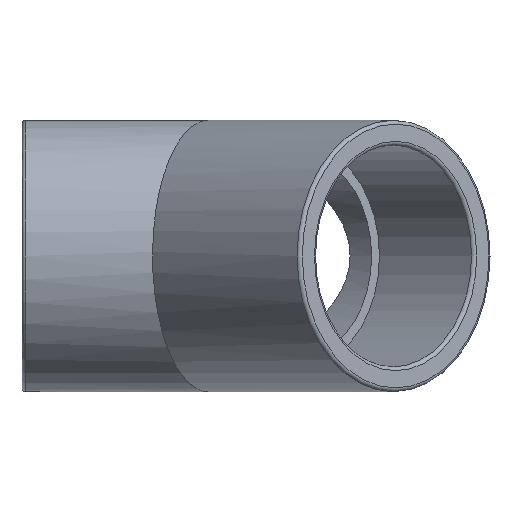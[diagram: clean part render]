
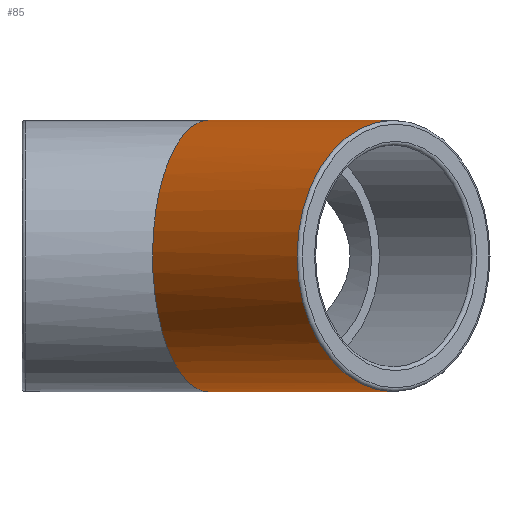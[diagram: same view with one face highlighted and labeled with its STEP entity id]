
A CAD part, left-side view. The second image highlights one B-rep face of the part: STEP entity #85.
In plain terms, the highlighted cylindrical face has radius 38.5 mm (diameter 77 mm), a full revolution.
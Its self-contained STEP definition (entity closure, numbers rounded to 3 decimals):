
#85 = ADVANCED_FACE( '', ( #184, #185 ), #186, .T. );
#184 = FACE_OUTER_BOUND( '', #275, .T. );
#185 = FACE_OUTER_BOUND( '', #276, .T. );
#186 = CYLINDRICAL_SURFACE( '', #277, 38.5 );
#275 = EDGE_LOOP( '', ( #405 ) );
#276 = EDGE_LOOP( '', ( #406, #407 ) );
#277 = AXIS2_PLACEMENT_3D( '', #408, #409, #410 );
#405 = ORIENTED_EDGE( '', *, *, #412, .F. );
#406 = ORIENTED_EDGE( '', *, *, #416, .T. );
#407 = ORIENTED_EDGE( '', *, *, #438, .T. );
#408 = CARTESIAN_POINT( '', ( -53.033, -53.033, 0. ) );
#409 = DIRECTION( '', ( 0.707, 0.707, 0. ) );
#410 = DIRECTION( '', ( 0.707, -0.707, 0. ) );
#412 = EDGE_CURVE( '', #457, #457, #458, .T. );
#416 = EDGE_CURVE( '', #464, #465, #466, .F. );
#438 = EDGE_CURVE( '', #465, #464, #500, .T. );
#457 = VERTEX_POINT( '', #524 );
#458 = CIRCLE( '', #525, 38.5 );
#464 = VERTEX_POINT( '', #531 );
#465 = VERTEX_POINT( '', #532 );
#466 = ELLIPSE( '', #533, 54.447, 38.5 );
#500 = ELLIPSE( '', #567, 41.672, 38.5 );
#524 = CARTESIAN_POINT( '', ( -25.067, -79.514, 0. ) );
#525 = AXIS2_PLACEMENT_3D( '', #590, #591, #592 );
#531 = CARTESIAN_POINT( '', ( 0., 0., -38.5 ) );
#532 = CARTESIAN_POINT( '', ( 0., 0., 38.5 ) );
#533 = AXIS2_PLACEMENT_3D( '', #599, #600, #601 );
#567 = AXIS2_PLACEMENT_3D( '', #641, #642, #643 );
#590 = CARTESIAN_POINT( '', ( -52.291, -52.291, 0. ) );
#591 = DIRECTION( '', ( -0.707, -0.707, 0. ) );
#592 = DIRECTION( '', ( 0.707, -0.707, 0. ) );
#599 = CARTESIAN_POINT( '', ( 0., 0., 0. ) );
#600 = DIRECTION( '', ( 1., 0., 0. ) );
#601 = DIRECTION( '', ( 0., -1., 0. ) );
#641 = CARTESIAN_POINT( '', ( 0., 0., 0. ) );
#642 = DIRECTION( '', ( -0.383, -0.924, 0. ) );
#643 = DIRECTION( '', ( 0.924, -0.383, 0. ) );
